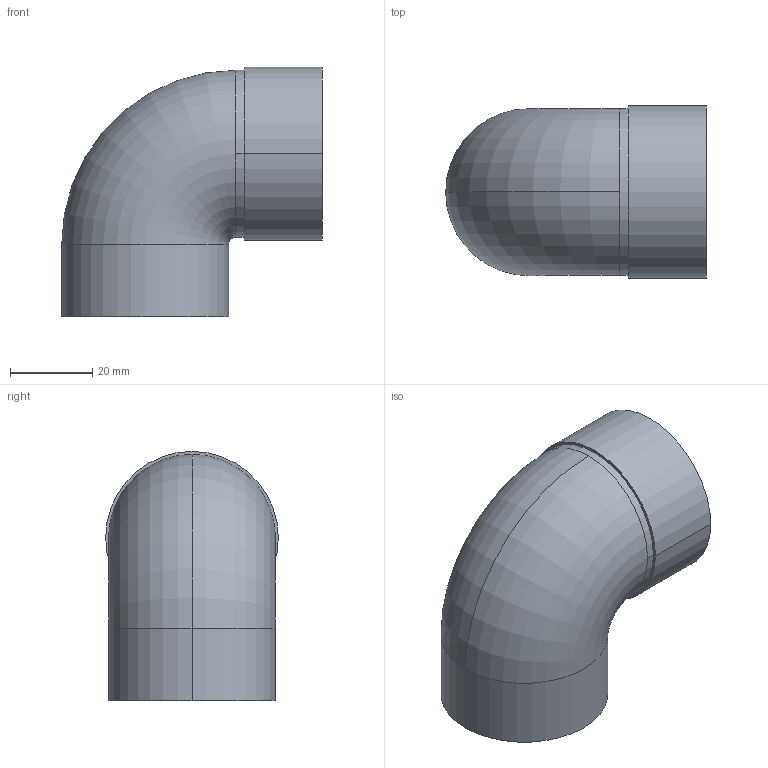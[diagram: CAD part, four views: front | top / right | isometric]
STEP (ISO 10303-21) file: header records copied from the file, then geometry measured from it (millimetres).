
FILE_DESCRIPTION(('STEP AP214'),'1');
FILE_NAME('cctmp_81C7BA16-2C8D-471C-A095-E78D6DC039ED_2022_03_09_11_46_21_0955..stp','2022-03-09T10:46:22',('Praher Valves GmbH'),('CADClick - www.CADClick.com'),'Spatial InterOp 3D',' ','unknown authorization');
FILE_SCHEMA(('AUTOMOTIVE_DESIGN'));
Length unit declared in the file: millimetre
Products named in the file (1): 71221
Bounding box: 63.25 x 41.91 x 60.45 mm (x, y, z)
Volume: 39658 mm3; surface area: 17855.7 mm2
Topology: 1 solids, 1 shells, 19 faces, 44 edges, 28 vertices
Faces by surface type: cylinder 10, plane 5, torus 4
Entity records: 1252 total; most frequent: CARTESIAN_POINT 628, DIRECTION 102, ORIENTED_EDGE 88, AXIS2_PLACEMENT_3D 46, EDGE_CURVE 44, VERTEX_POINT 28, CIRCLE 26, EDGE_LOOP 22
